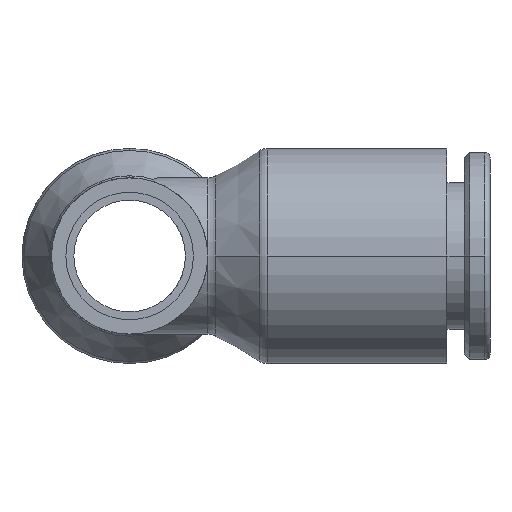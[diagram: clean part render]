
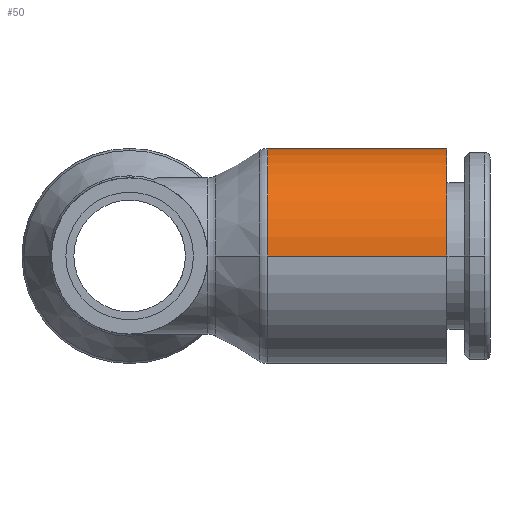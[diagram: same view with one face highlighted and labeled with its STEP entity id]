
A CAD part, front view. The second image highlights one B-rep face of the part: STEP entity #50.
In plain terms, the highlighted cylindrical face has radius 6.75 mm (diameter 13.5 mm), a partial arc.
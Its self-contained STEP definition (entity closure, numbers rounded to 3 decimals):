
#50=ADVANCED_FACE('',(#137),#138,.T.);
#137=FACE_OUTER_BOUND('',#312,.T.);
#138=CYLINDRICAL_SURFACE('',#313,6.75);
#312=EDGE_LOOP('',(#514,#515,#516,#517,#518));
#313=AXIS2_PLACEMENT_3D('',#519,#520,#521);
#514=ORIENTED_EDGE('',*,*,#1165,.F.);
#515=ORIENTED_EDGE('',*,*,#1166,.T.);
#516=ORIENTED_EDGE('',*,*,#1167,.T.);
#517=ORIENTED_EDGE('',*,*,#1168,.F.);
#518=ORIENTED_EDGE('',*,*,#1169,.F.);
#519=CARTESIAN_POINT('',(14.275,26.4,0.0));
#520=DIRECTION('',(1.0,0.0,0.0));
#521=DIRECTION('',(0.0,1.0,0.0));
#1165=EDGE_CURVE('',#1392,#1393,#1394,.T.);
#1166=EDGE_CURVE('',#1392,#1395,#1396,.T.);
#1167=EDGE_CURVE('',#1395,#1397,#1398,.T.);
#1168=EDGE_CURVE('',#1399,#1397,#1400,.T.);
#1169=EDGE_CURVE('',#1393,#1399,#1401,.T.);
#1392=VERTEX_POINT('',#1743);
#1393=VERTEX_POINT('',#1744);
#1394=LINE('',#1745,#1746);
#1395=VERTEX_POINT('',#1747);
#1396=CIRCLE('',#1748,6.75);
#1397=VERTEX_POINT('',#1749);
#1398=CIRCLE('',#1750,6.75);
#1399=VERTEX_POINT('',#1751);
#1400=LINE('',#1752,#1753);
#1401=CIRCLE('',#1754,6.75);
#1743=CARTESIAN_POINT('',(8.65,33.15,0.0));
#1744=CARTESIAN_POINT('',(19.9,33.15,0.0));
#1745=CARTESIAN_POINT('',(14.275,33.15,0.));
#1746=VECTOR('',#2474,1.0);
#1747=CARTESIAN_POINT('',(8.65,26.4,6.75));
#1748=AXIS2_PLACEMENT_3D('',#2475,#2476,#2477);
#1749=CARTESIAN_POINT('',(8.65,19.65,0.));
#1750=AXIS2_PLACEMENT_3D('',#2478,#2479,#2480);
#1751=CARTESIAN_POINT('',(19.9,19.65,0.));
#1752=CARTESIAN_POINT('',(14.275,19.65,0.));
#1753=VECTOR('',#2481,1.0);
#1754=AXIS2_PLACEMENT_3D('',#2482,#2483,#2484);
#2474=DIRECTION('',(1.0,0.0,0.0));
#2475=CARTESIAN_POINT('',(8.65,26.4,0.0));
#2476=DIRECTION('',(1.0,0.0,0.0));
#2477=DIRECTION('',(0.0,1.0,0.0));
#2478=CARTESIAN_POINT('',(8.65,26.4,0.0));
#2479=DIRECTION('',(1.0,0.0,0.0));
#2480=DIRECTION('',(0.0,1.0,0.0));
#2481=DIRECTION('',(-1.0,-0.0,-0.0));
#2482=CARTESIAN_POINT('',(19.9,26.4,0.0));
#2483=DIRECTION('',(1.0,0.0,0.0));
#2484=DIRECTION('',(0.0,1.0,0.0));
